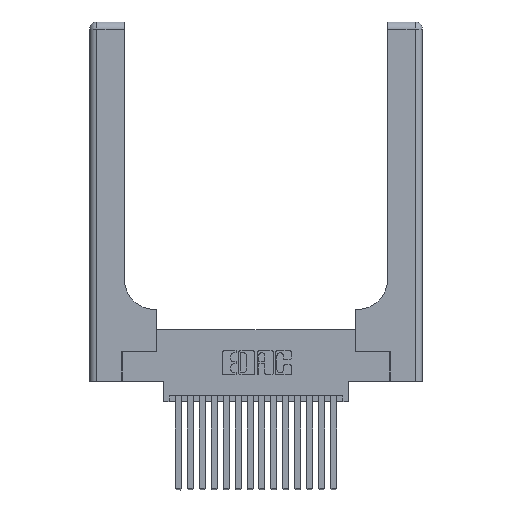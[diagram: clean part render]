
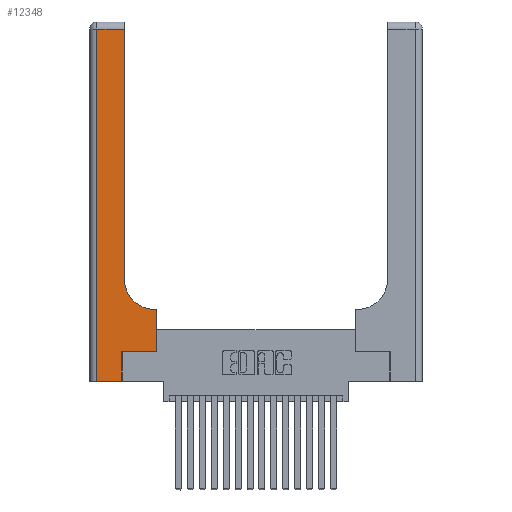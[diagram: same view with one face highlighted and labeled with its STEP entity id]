
A CAD part, top view. The second image highlights one B-rep face of the part: STEP entity #12348.
In plain terms, the highlighted planar face has unit normal (0, 0, 1).
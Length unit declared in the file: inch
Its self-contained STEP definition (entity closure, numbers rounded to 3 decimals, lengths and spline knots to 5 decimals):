
#380 = DIRECTION ( 'NONE',  ( 1., 0., 0. ) ) ;
#573 = CARTESIAN_POINT ( 'NONE',  ( 0.2915, 0.6, 0.37 ) ) ;
#587 = AXIS2_PLACEMENT_3D ( 'NONE', #4813, #15447, #4623 ) ;
#1030 = CARTESIAN_POINT ( 'NONE',  ( 0.269, 0., 0.37 ) ) ;
#1175 = ORIENTED_EDGE ( 'NONE', *, *, #5922, .T. ) ;
#1414 = CARTESIAN_POINT ( 'NONE',  ( 0.269, 0.25, 0.37 ) ) ;
#1661 = LINE ( 'NONE', #14950, #19233 ) ;
#2072 = VERTEX_POINT ( 'NONE', #13966 ) ;
#2488 = ORIENTED_EDGE ( 'NONE', *, *, #5857, .T. ) ;
#2670 = DIRECTION ( 'NONE',  ( 0., -1., 0. ) ) ;
#3099 = ORIENTED_EDGE ( 'NONE', *, *, #13166, .T. ) ;
#3163 = ORIENTED_EDGE ( 'NONE', *, *, #12345, .T. ) ;
#3638 = LINE ( 'NONE', #4439, #9186 ) ;
#3754 = VERTEX_POINT ( 'NONE', #10547 ) ;
#4439 = CARTESIAN_POINT ( 'NONE',  ( 0.2915, 3., 0.37 ) ) ;
#4623 = DIRECTION ( 'NONE',  ( -1., 0., 0. ) ) ;
#4813 = CARTESIAN_POINT ( 'NONE',  ( 0., 3., 0.37 ) ) ;
#5130 = ORIENTED_EDGE ( 'NONE', *, *, #15298, .T. ) ;
#5141 = VECTOR ( 'NONE', #5675, 39.37008 ) ;
#5144 = VECTOR ( 'NONE', #12843, 39.37008 ) ;
#5317 = VECTOR ( 'NONE', #19899, 39.37008 ) ;
#5675 = DIRECTION ( 'NONE',  ( 0., 1., 0. ) ) ;
#5840 = VECTOR ( 'NONE', #2670, 39.37008 ) ;
#5857 = EDGE_CURVE ( 'NONE', #7537, #17776, #17899, .T. ) ;
#5922 = EDGE_CURVE ( 'NONE', #3754, #7537, #17192, .T. ) ;
#6094 = VERTEX_POINT ( 'NONE', #16287 ) ;
#6375 = VECTOR ( 'NONE', #7650, 39.37008 ) ;
#6506 = VECTOR ( 'NONE', #10100, 39.37008 ) ;
#6595 = LINE ( 'NONE', #16596, #6375 ) ;
#6845 = EDGE_CURVE ( 'NONE', #17776, #18219, #3638, .T. ) ;
#7537 = VERTEX_POINT ( 'NONE', #17067 ) ;
#7575 = FACE_OUTER_BOUND ( 'NONE', #13584, .T. ) ;
#7650 = DIRECTION ( 'NONE',  ( -1., 0., 0. ) ) ;
#7797 = EDGE_CURVE ( 'NONE', #15871, #14560, #8435, .T. ) ;
#7931 = CARTESIAN_POINT ( 'NONE',  ( 0.2915, 0.85, 0.37 ) ) ;
#8027 = ORIENTED_EDGE ( 'NONE', *, *, #16458, .T. ) ;
#8435 = LINE ( 'NONE', #8697, #6506 ) ;
#8697 = CARTESIAN_POINT ( 'NONE',  ( 0., 0., 0.37 ) ) ;
#8960 = CARTESIAN_POINT ( 'NONE',  ( 0.06, 2.94, 0.37 ) ) ;
#9186 = VECTOR ( 'NONE', #11943, 39.37008 ) ;
#10100 = DIRECTION ( 'NONE',  ( 1., 0., 0. ) ) ;
#10547 = CARTESIAN_POINT ( 'NONE',  ( 0.5585, 0.6, 0.37 ) ) ;
#10844 = LINE ( 'NONE', #1414, #5317 ) ;
#11303 = CARTESIAN_POINT ( 'NONE',  ( 0.269, 0., 0.37 ) ) ;
#11943 = DIRECTION ( 'NONE',  ( 0., 1., 0. ) ) ;
#12345 = EDGE_CURVE ( 'NONE', #18219, #19789, #6595, .T. ) ;
#12348 = ADVANCED_FACE ( 'NONE', ( #7575 ), #13826, .F. ) ;
#12586 = ORIENTED_EDGE ( 'NONE', *, *, #13851, .T. ) ;
#12843 = DIRECTION ( 'NONE',  ( -1., 0., 0. ) ) ;
#12947 = AXIS2_PLACEMENT_3D ( 'NONE', #14268, #18610, #380 ) ;
#13027 = LINE ( 'NONE', #18293, #5840 ) ;
#13166 = EDGE_CURVE ( 'NONE', #14560, #6094, #17639, .T. ) ;
#13584 = EDGE_LOOP ( 'NONE', ( #17197, #3163, #12586, #14900, #3099, #5130, #8027, #1175, #2488 ) ) ;
#13826 = PLANE ( 'NONE',  #587 ) ;
#13851 = EDGE_CURVE ( 'NONE', #19789, #15871, #13027, .T. ) ;
#13966 = CARTESIAN_POINT ( 'NONE',  ( 0.5585, 0.25, 0.37 ) ) ;
#14268 = CARTESIAN_POINT ( 'NONE',  ( 0.5415, 0.85, 0.37 ) ) ;
#14560 = VERTEX_POINT ( 'NONE', #11303 ) ;
#14900 = ORIENTED_EDGE ( 'NONE', *, *, #7797, .T. ) ;
#14950 = CARTESIAN_POINT ( 'NONE',  ( 0.5585, 0.25, 0.37 ) ) ;
#15298 = EDGE_CURVE ( 'NONE', #6094, #2072, #10844, .T. ) ;
#15310 = CARTESIAN_POINT ( 'NONE',  ( 0.2915, 2.94, 0.37 ) ) ;
#15447 = DIRECTION ( 'NONE',  ( 0., 0., -1. ) ) ;
#15871 = VERTEX_POINT ( 'NONE', #16653 ) ;
#16287 = CARTESIAN_POINT ( 'NONE',  ( 0.269, 0.25, 0.37 ) ) ;
#16458 = EDGE_CURVE ( 'NONE', #2072, #3754, #1661, .T. ) ;
#16596 = CARTESIAN_POINT ( 'NONE',  ( 0., 2.94, 0.37 ) ) ;
#16627 = DIRECTION ( 'NONE',  ( 0., 1., 0. ) ) ;
#16653 = CARTESIAN_POINT ( 'NONE',  ( 0.06, 0., 0.37 ) ) ;
#17067 = CARTESIAN_POINT ( 'NONE',  ( 0.5415, 0.6, 0.37 ) ) ;
#17192 = LINE ( 'NONE', #573, #5144 ) ;
#17197 = ORIENTED_EDGE ( 'NONE', *, *, #6845, .T. ) ;
#17639 = LINE ( 'NONE', #1030, #5141 ) ;
#17776 = VERTEX_POINT ( 'NONE', #7931 ) ;
#17899 = CIRCLE ( 'NONE', #12947, 0.25 ) ;
#18219 = VERTEX_POINT ( 'NONE', #15310 ) ;
#18293 = CARTESIAN_POINT ( 'NONE',  ( 0.06, 3., 0.37 ) ) ;
#18610 = DIRECTION ( 'NONE',  ( 0., 0., -1. ) ) ;
#19233 = VECTOR ( 'NONE', #16627, 39.37008 ) ;
#19789 = VERTEX_POINT ( 'NONE', #8960 ) ;
#19899 = DIRECTION ( 'NONE',  ( 1., 0., 0. ) ) ;
